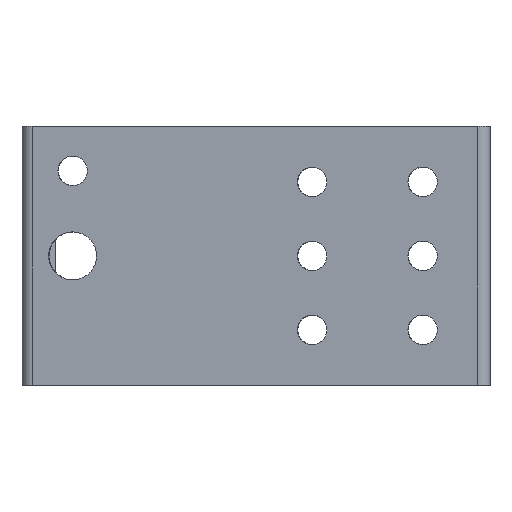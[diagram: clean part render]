
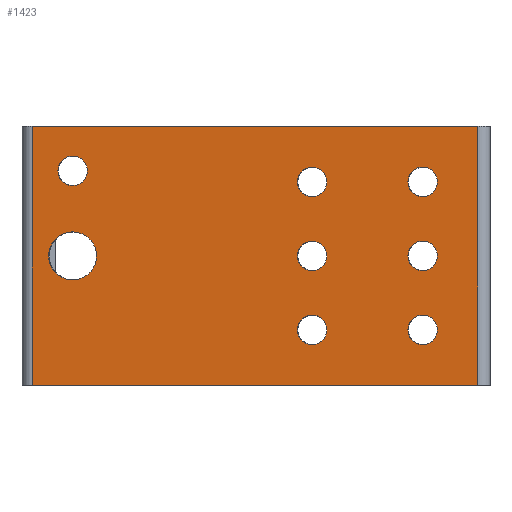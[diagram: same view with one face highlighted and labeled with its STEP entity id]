
A CAD part, top view. The second image highlights one B-rep face of the part: STEP entity #1423.
In plain terms, the highlighted planar face has unit normal (-0.088, 0, 0.996).
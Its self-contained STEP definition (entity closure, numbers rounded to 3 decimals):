
#839 = VERTEX_POINT('',#840);
#840 = CARTESIAN_POINT('',(122.487,0.,36.532));
#996 = VERTEX_POINT('',#997);
#997 = CARTESIAN_POINT('',(122.487,-70.,36.532));
#1050 = EDGE_CURVE('',#839,#996,#1051,.T.);
#1051 = LINE('',#1052,#1053);
#1052 = CARTESIAN_POINT('',(122.487,0.,36.532));
#1053 = VECTOR('',#1054,1.);
#1054 = DIRECTION('',(0.,-1.,0.));
#1148 = EDGE_CURVE('',#1149,#839,#1151,.T.);
#1149 = VERTEX_POINT('',#1150);
#1150 = CARTESIAN_POINT('',(1.987,0.,25.928));
#1151 = LINE('',#1152,#1153);
#1152 = CARTESIAN_POINT('',(-0.066,0.,25.747
    ));
#1153 = VECTOR('',#1154,1.);
#1154 = DIRECTION('',(0.996,0.,0.088));
#1204 = EDGE_CURVE('',#1205,#996,#1207,.T.);
#1205 = VERTEX_POINT('',#1206);
#1206 = CARTESIAN_POINT('',(1.987,-70.,25.928));
#1207 = LINE('',#1208,#1209);
#1208 = CARTESIAN_POINT('',(-0.066,-70.,25.747));
#1209 = VECTOR('',#1210,1.);
#1210 = DIRECTION('',(0.996,0.,0.088));
#1227 = EDGE_CURVE('',#1228,#1228,#1230,.T.);
#1228 = VERTEX_POINT('',#1229);
#1229 = CARTESIAN_POINT('',(19.42,-35.,27.462));
#1230 = CIRCLE('',#1231,6.5);
#1231 = AXIS2_PLACEMENT_3D('',#1232,#1233,#1234);
#1232 = CARTESIAN_POINT('',(12.945,-35.,26.892));
#1233 = DIRECTION('',(-0.088,0.,0.996));
#1234 = DIRECTION('',(0.996,0.,0.088));
#1252 = EDGE_CURVE('',#1253,#1253,#1255,.T.);
#1253 = VERTEX_POINT('',#1254);
#1254 = CARTESIAN_POINT('',(81.645,-55.,32.938));
#1255 = CIRCLE('',#1256,4.);
#1256 = AXIS2_PLACEMENT_3D('',#1257,#1258,#1259);
#1257 = CARTESIAN_POINT('',(77.66,-55.,32.587));
#1258 = DIRECTION('',(-0.088,0.,0.996));
#1259 = DIRECTION('',(0.996,0.,0.088));
#1277 = EDGE_CURVE('',#1278,#1278,#1280,.T.);
#1278 = VERTEX_POINT('',#1279);
#1279 = CARTESIAN_POINT('',(111.529,-55.,35.567));
#1280 = CIRCLE('',#1281,4.);
#1281 = AXIS2_PLACEMENT_3D('',#1282,#1283,#1284);
#1282 = CARTESIAN_POINT('',(107.545,-55.,35.217));
#1283 = DIRECTION('',(-0.088,0.,0.996));
#1284 = DIRECTION('',(0.996,0.,0.088));
#1302 = EDGE_CURVE('',#1303,#1303,#1305,.T.);
#1303 = VERTEX_POINT('',#1304);
#1304 = CARTESIAN_POINT('',(81.645,-35.,32.938));
#1305 = CIRCLE('',#1306,4.);
#1306 = AXIS2_PLACEMENT_3D('',#1307,#1308,#1309);
#1307 = CARTESIAN_POINT('',(77.66,-35.,32.587));
#1308 = DIRECTION('',(-0.088,0.,0.996));
#1309 = DIRECTION('',(0.996,0.,0.088));
#1327 = EDGE_CURVE('',#1328,#1328,#1330,.T.);
#1328 = VERTEX_POINT('',#1329);
#1329 = CARTESIAN_POINT('',(111.529,-35.,35.567));
#1330 = CIRCLE('',#1331,4.);
#1331 = AXIS2_PLACEMENT_3D('',#1332,#1333,#1334);
#1332 = CARTESIAN_POINT('',(107.545,-35.,35.217));
#1333 = DIRECTION('',(-0.088,0.,0.996));
#1334 = DIRECTION('',(0.996,0.,0.088));
#1352 = EDGE_CURVE('',#1353,#1353,#1355,.T.);
#1353 = VERTEX_POINT('',#1354);
#1354 = CARTESIAN_POINT('',(16.929,-12.,27.243));
#1355 = CIRCLE('',#1356,4.);
#1356 = AXIS2_PLACEMENT_3D('',#1357,#1358,#1359);
#1357 = CARTESIAN_POINT('',(12.945,-12.,26.892));
#1358 = DIRECTION('',(-0.088,0.,0.996));
#1359 = DIRECTION('',(0.996,0.,0.088));
#1377 = EDGE_CURVE('',#1378,#1378,#1380,.T.);
#1378 = VERTEX_POINT('',#1379);
#1379 = CARTESIAN_POINT('',(81.645,-15.,32.938));
#1380 = CIRCLE('',#1381,4.);
#1381 = AXIS2_PLACEMENT_3D('',#1382,#1383,#1384);
#1382 = CARTESIAN_POINT('',(77.66,-15.,32.587));
#1383 = DIRECTION('',(-0.088,0.,0.996));
#1384 = DIRECTION('',(0.996,0.,0.088));
#1402 = EDGE_CURVE('',#1403,#1403,#1405,.T.);
#1403 = VERTEX_POINT('',#1404);
#1404 = CARTESIAN_POINT('',(111.529,-15.,35.567));
#1405 = CIRCLE('',#1406,4.);
#1406 = AXIS2_PLACEMENT_3D('',#1407,#1408,#1409);
#1407 = CARTESIAN_POINT('',(107.545,-15.,35.217));
#1408 = DIRECTION('',(-0.088,0.,0.996));
#1409 = DIRECTION('',(0.996,0.,0.088));
#1423 = ADVANCED_FACE('',(#1424,#1435,#1438,#1441,#1444,#1447,#1450,
    #1453,#1456),#1459,.T.);
#1424 = FACE_BOUND('',#1425,.T.);
#1425 = EDGE_LOOP('',(#1426,#1432,#1433,#1434));
#1426 = ORIENTED_EDGE('',*,*,#1427,.T.);
#1427 = EDGE_CURVE('',#1149,#1205,#1428,.T.);
#1428 = LINE('',#1429,#1430);
#1429 = CARTESIAN_POINT('',(1.987,0.,25.928));
#1430 = VECTOR('',#1431,1.);
#1431 = DIRECTION('',(0.,-1.,0.));
#1432 = ORIENTED_EDGE('',*,*,#1204,.T.);
#1433 = ORIENTED_EDGE('',*,*,#1050,.F.);
#1434 = ORIENTED_EDGE('',*,*,#1148,.F.);
#1435 = FACE_BOUND('',#1436,.T.);
#1436 = EDGE_LOOP('',(#1437));
#1437 = ORIENTED_EDGE('',*,*,#1227,.F.);
#1438 = FACE_BOUND('',#1439,.T.);
#1439 = EDGE_LOOP('',(#1440));
#1440 = ORIENTED_EDGE('',*,*,#1252,.F.);
#1441 = FACE_BOUND('',#1442,.T.);
#1442 = EDGE_LOOP('',(#1443));
#1443 = ORIENTED_EDGE('',*,*,#1277,.F.);
#1444 = FACE_BOUND('',#1445,.T.);
#1445 = EDGE_LOOP('',(#1446));
#1446 = ORIENTED_EDGE('',*,*,#1302,.F.);
#1447 = FACE_BOUND('',#1448,.T.);
#1448 = EDGE_LOOP('',(#1449));
#1449 = ORIENTED_EDGE('',*,*,#1327,.F.);
#1450 = FACE_BOUND('',#1451,.T.);
#1451 = EDGE_LOOP('',(#1452));
#1452 = ORIENTED_EDGE('',*,*,#1352,.F.);
#1453 = FACE_BOUND('',#1454,.T.);
#1454 = EDGE_LOOP('',(#1455));
#1455 = ORIENTED_EDGE('',*,*,#1377,.F.);
#1456 = FACE_BOUND('',#1457,.T.);
#1457 = EDGE_LOOP('',(#1458));
#1458 = ORIENTED_EDGE('',*,*,#1402,.F.);
#1459 = PLANE('',#1460);
#1460 = AXIS2_PLACEMENT_3D('',#1461,#1462,#1463);
#1461 = CARTESIAN_POINT('',(1.987,0.,25.928));
#1462 = DIRECTION('',(-0.088,0.,0.996));
#1463 = DIRECTION('',(0.996,0.,0.088));
